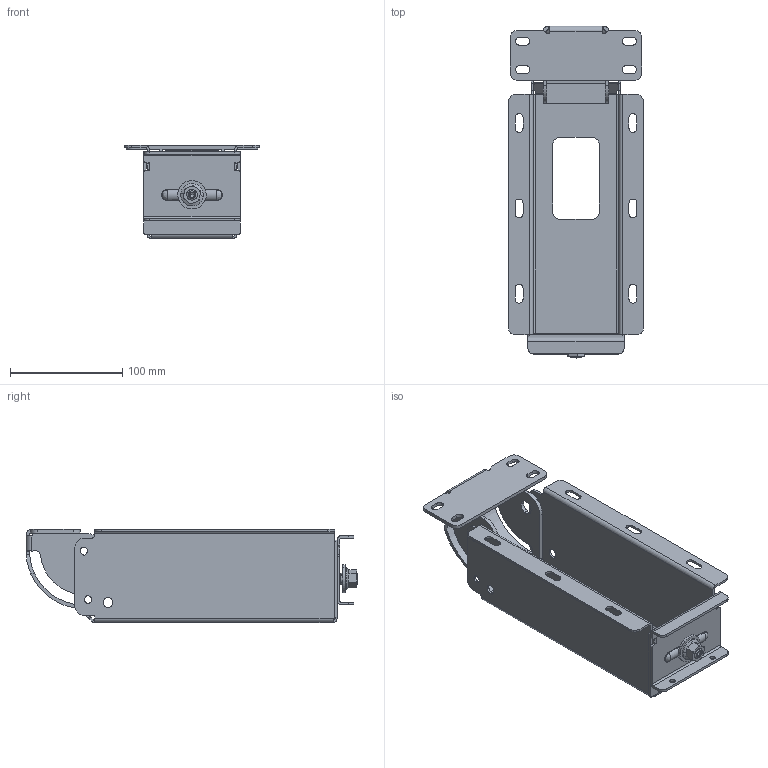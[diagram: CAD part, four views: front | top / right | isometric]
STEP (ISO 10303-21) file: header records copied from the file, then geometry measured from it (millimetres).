
FILE_DESCRIPTION (( 'STEP AP214' ), '1' );
FILE_NAME ('V0600 Mounting Model.STEP', '2017-05-25T00:30:21', ( '' ), ( '' ), 'SwSTEP 2.0', 'SolidWorks 2014', '' );
FILE_SCHEMA (( 'AUTOMOTIVE_DESIGN' ));
Length unit declared in the file: inch
Products named in the file (3): V0600 Pivot Nose; V0600 Housing; V0600 Mounting Model
Assembly tree (2 placements, depth 2):
  V0600 Mounting Model
    V0600 Housing
    V0600 Pivot Nose
Bounding box: 120.65 x 296.09 x 82.97 mm (x, y, z)
Volume: 204967.2 mm3; surface area: 190432.5 mm2
Topology: 6 solids, 7 shells, 415 faces, 1176 edges, 775 vertices
Faces by surface type: cylinder 215, plane 155, bspline 41, cone 4
Entity records: 25372 total; most frequent: CARTESIAN_POINT 10376, ORIENTED_EDGE 2348, DIRECTION 2257, EDGE_CURVE 1174, AXIS2_PLACEMENT_3D 822, VERTEX_POINT 775, LINE 613, VECTOR 613
